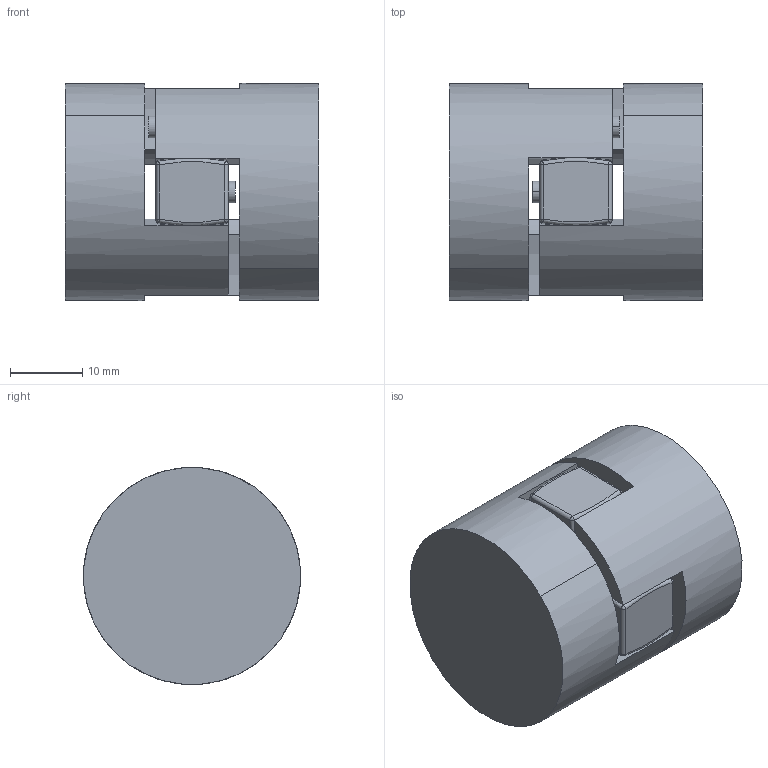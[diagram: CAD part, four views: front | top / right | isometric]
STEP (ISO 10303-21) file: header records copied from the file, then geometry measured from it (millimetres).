
FILE_DESCRIPTION((''),'2;1');
FILE_NAME('CJ14-2B_ASM','2013-02-28T',('ppetruska'),(''),'PRO/ENGINEER BY PARAMETRIC TECHNOLOGY CORPORATION, 2012480','PRO/ENGINEER BY PARAMETRIC TECHNOLOGY CORPORATION, 2012480','');
FILE_SCHEMA(('CONFIG_CONTROL_DESIGN'));
Length unit declared in the file: millimetre
Products named in the file (3): CJ14-HUB-B; CJ14-SPIDER; CJ14-2B_ASM
Assembly tree (3 placements, depth 2):
  CJ14-2B_ASM
    CJ14-HUB-B  x2
    CJ14-SPIDER
Bounding box: 35 x 30 x 30 mm (x, y, z)
Volume: 21802.9 mm3; surface area: 8602.1 mm2
Topology: 3 solids, 5 shells, 139 faces, 305 edges, 178 vertices
Faces by surface type: bspline 85, cylinder 34, plane 20
Entity records: 8451 total; most frequent: CARTESIAN_POINT 6281, ORIENTED_EDGE 546, EDGE_CURVE 275, DIRECTION 248, B_SPLINE_CURVE_WITH_KNOTS 183, VERTEX_POINT 158, EDGE_LOOP 133, FACE_OUTER_BOUND 127
